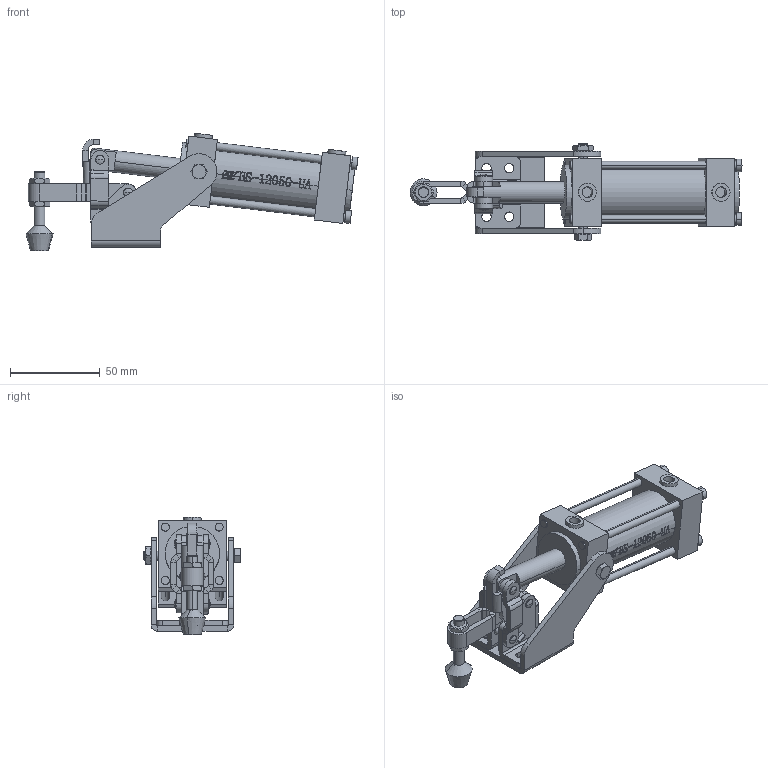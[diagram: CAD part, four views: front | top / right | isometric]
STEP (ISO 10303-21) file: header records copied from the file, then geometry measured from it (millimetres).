
FILE_DESCRIPTION (( 'STEP AP203' ), '1' );
FILE_NAME ('HS-12050-UA 装配体.STEP', '2018-12-07T08:43:44', ( 'PCOS' ), ( '微软中国' ), 'SwSTEP 2.0', 'SolidWorks 2012', '' );
FILE_SCHEMA (( 'CONFIG_CONTROL_DESIGN' ));
Length unit declared in the file: millimetre
Products named in the file (14): HS-12050-UA 蚾饜极; hex thin nuts-grades ab-chamfered gb_GB_FASTENER_NUT_STNAB M6-N; hexagon head bolts-full thread gb_GB_FASTENER_BOLT_STBAB A M5X50-N; hexagon head bolts-full thread gb_GB_FASTENER_BOLT_STBAB A M6X35-N; 酗种; 蚐詰; 揤輸; 蟀裝2; 蟀裝; 活塞杆; 楊擘菁釱; 傻种; U陑揤參; 菁殤
Assembly tree (18 placements, depth 2):
  HS-12050-UA 蚾饜极
    菁殤
    U陑揤參
    傻种  x2
    楊擘菁釱
    活塞杆
    蟀裝
    蟀裝2  x2
    揤輸
    蚐詰
    酗种  x2
    hexagon head bolts-full thread gb_GB_FASTENER_BOLT_STBAB A M6X35-N
    hexagon head bolts-full thread gb_GB_FASTENER_BOLT_STBAB A M5X50-N
    hex thin nuts-grades ab-chamfered gb_GB_FASTENER_NUT_STNAB M6-N  x3
Bounding box: 185.02 x 53.65 x 65.55 mm (x, y, z)
Volume: 137354.1 mm3; surface area: 52988.8 mm2
Topology: 18 solids, 18 shells, 963 faces, 2418 edges, 1544 vertices
Faces by surface type: plane 475, cylinder 272, bspline 150, cone 48, sphere 16, torus 2
Entity records: 34173 total; most frequent: CARTESIAN_POINT 12530, ORIENTED_EDGE 4396, DIRECTION 3735, EDGE_CURVE 2198, VERTEX_POINT 1412, AXIS2_PLACEMENT_3D 1271, VECTOR 1193, LINE 1193
